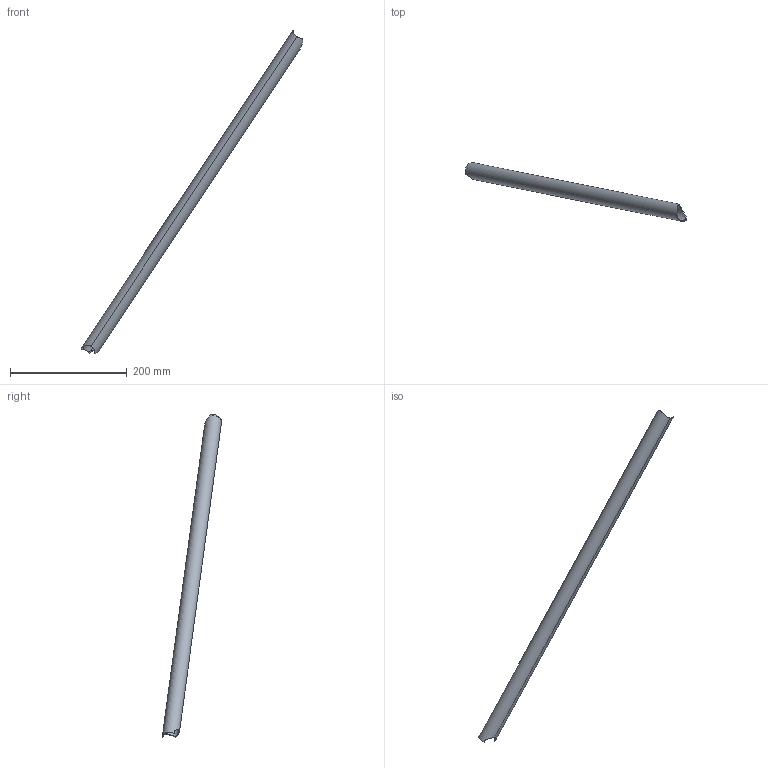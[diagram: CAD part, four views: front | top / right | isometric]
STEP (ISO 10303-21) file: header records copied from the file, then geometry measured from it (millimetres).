
FILE_DESCRIPTION(('CATIA V5 STEP Exchange'),'2;1');
FILE_NAME('29.stp','2021-12-11T11:20:54+00:00',('none'),('none'),'CATIA Version 5 Release 19 SP 2 (IN-10)','CATIA V5 STEP AP203','none');
FILE_SCHEMA(('CONFIG_CONTROL_DESIGN'));
Length unit declared in the file: millimetre
Products named in the file (1): Shape_073
Bounding box: 380.18 x 101.44 x 554.95 mm (x, y, z)
Volume: 80026.6 mm3; surface area: 107094.5 mm2
Topology: 1 solids, 1 shells, 16 faces, 48 edges, 32 vertices
Faces by surface type: cylinder 14, plane 2
Entity records: 783 total; most frequent: CARTESIAN_POINT 392, ORIENTED_EDGE 96, EDGE_CURVE 48, DIRECTION 35, B_SPLINE_CURVE_WITH_KNOTS 35, VERTEX_POINT 32, AXIS2_PLACEMENT_3D 16, ADVANCED_FACE 16
